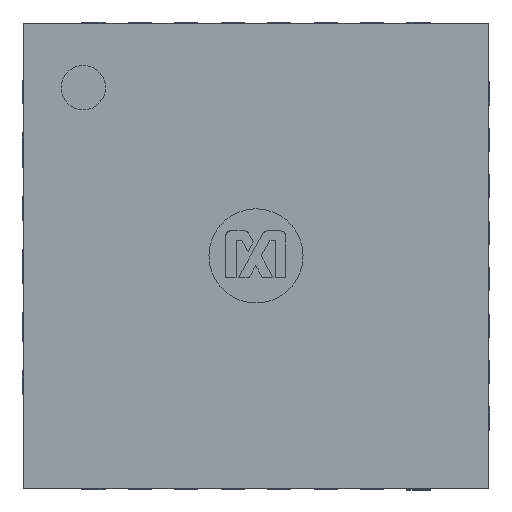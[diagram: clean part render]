
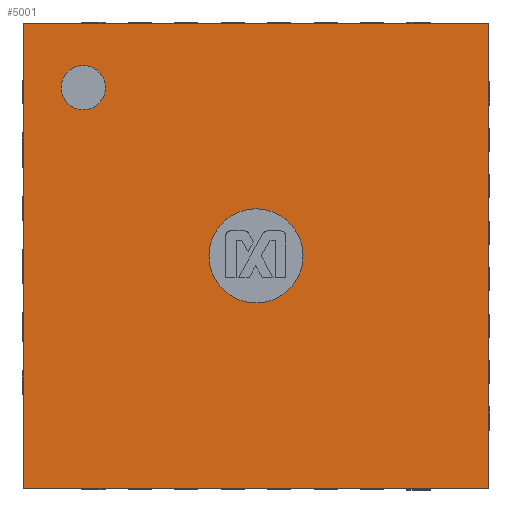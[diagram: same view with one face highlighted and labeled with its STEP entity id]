
A CAD part, top view. The second image highlights one B-rep face of the part: STEP entity #5001.
In plain terms, the highlighted face is planar.
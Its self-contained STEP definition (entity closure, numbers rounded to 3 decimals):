
#365 = CARTESIAN_POINT ( 'NONE',  ( -2., 0.6, -2. ) ) ;
#431 = DIRECTION ( 'NONE',  ( -1., 0., 0. ) ) ;
#579 = CARTESIAN_POINT ( 'NONE',  ( 2., 0.6, 0. ) ) ;
#622 = LINE ( 'NONE', #11946, #2341 ) ;
#857 = CIRCLE ( 'NONE', #4008, 0.191 ) ;
#903 = ORIENTED_EDGE ( 'NONE', *, *, #9376, .T. ) ;
#905 = DIRECTION ( 'NONE',  ( 0., 0., 1. ) ) ;
#954 = ORIENTED_EDGE ( 'NONE', *, *, #12406, .T. ) ;
#1443 = CARTESIAN_POINT ( 'NONE',  ( 0., 0.6, -2. ) ) ;
#1815 = DIRECTION ( 'NONE',  ( 0., 1., 0. ) ) ;
#1860 = CARTESIAN_POINT ( 'NONE',  ( -1.488, 0.6, -1.448 ) ) ;
#2341 = VECTOR ( 'NONE', #905, 1000. ) ;
#2469 = LINE ( 'NONE', #579, #7823 ) ;
#2768 = VERTEX_POINT ( 'NONE', #8574 ) ;
#3163 = VERTEX_POINT ( 'NONE', #11279 ) ;
#3370 = CIRCLE ( 'NONE', #9898, 0.191 ) ;
#3434 = CARTESIAN_POINT ( 'NONE',  ( -1.488, 0.6, -1.448 ) ) ;
#3713 = FACE_BOUND ( 'NONE', #6718, .T. ) ;
#4008 = AXIS2_PLACEMENT_3D ( 'NONE', #3434, #10514, #9754 ) ;
#4144 = LINE ( 'NONE', #1443, #6533 ) ;
#4856 = VERTEX_POINT ( 'NONE', #365 ) ;
#4967 = CARTESIAN_POINT ( 'NONE',  ( -1.488, 0.6, -1.257 ) ) ;
#5001 = ADVANCED_FACE ( 'NONE', ( #7684, #3713 ), #10861, .T. ) ;
#5794 = DIRECTION ( 'NONE',  ( 1., 0., 0. ) ) ;
#6070 = VERTEX_POINT ( 'NONE', #6147 ) ;
#6147 = CARTESIAN_POINT ( 'NONE',  ( -1.488, 0.6, -1.639 ) ) ;
#6533 = VECTOR ( 'NONE', #431, 1000. ) ;
#6588 = ORIENTED_EDGE ( 'NONE', *, *, #8389, .T. ) ;
#6718 = EDGE_LOOP ( 'NONE', ( #903, #9797 ) ) ;
#6726 = CARTESIAN_POINT ( 'NONE',  ( 0., 0.6, 2. ) ) ;
#6901 = EDGE_CURVE ( 'NONE', #4856, #12416, #622, .T. ) ;
#6980 = AXIS2_PLACEMENT_3D ( 'NONE', #7781, #1815, #12860 ) ;
#7144 = EDGE_CURVE ( 'NONE', #6070, #8421, #857, .T. ) ;
#7592 = DIRECTION ( 'NONE',  ( 0., 0., -1. ) ) ;
#7684 = FACE_OUTER_BOUND ( 'NONE', #10083, .T. ) ;
#7781 = CARTESIAN_POINT ( 'NONE',  ( 0., 0.6, 0. ) ) ;
#7823 = VECTOR ( 'NONE', #7592, 1000. ) ;
#8389 = EDGE_CURVE ( 'NONE', #12416, #3163, #12261, .T. ) ;
#8421 = VERTEX_POINT ( 'NONE', #4967 ) ;
#8574 = CARTESIAN_POINT ( 'NONE',  ( 2., 0.6, -2. ) ) ;
#8755 = ORIENTED_EDGE ( 'NONE', *, *, #12939, .T. ) ;
#8847 = DIRECTION ( 'NONE',  ( 0., -1., 0. ) ) ;
#8923 = DIRECTION ( 'NONE',  ( 0., 0., 1. ) ) ;
#9376 = EDGE_CURVE ( 'NONE', #8421, #6070, #3370, .T. ) ;
#9754 = DIRECTION ( 'NONE',  ( 0., 0., 1. ) ) ;
#9797 = ORIENTED_EDGE ( 'NONE', *, *, #7144, .T. ) ;
#9898 = AXIS2_PLACEMENT_3D ( 'NONE', #1860, #8847, #8923 ) ;
#10083 = EDGE_LOOP ( 'NONE', ( #8755, #954, #10892, #6588 ) ) ;
#10384 = CARTESIAN_POINT ( 'NONE',  ( -2., 0.6, 2. ) ) ;
#10514 = DIRECTION ( 'NONE',  ( 0., -1., 0. ) ) ;
#10861 = PLANE ( 'NONE',  #6980 ) ;
#10892 = ORIENTED_EDGE ( 'NONE', *, *, #6901, .T. ) ;
#11279 = CARTESIAN_POINT ( 'NONE',  ( 2., 0.6, 2. ) ) ;
#11476 = VECTOR ( 'NONE', #5794, 1000. ) ;
#11946 = CARTESIAN_POINT ( 'NONE',  ( -2., 0.6, 0. ) ) ;
#12261 = LINE ( 'NONE', #6726, #11476 ) ;
#12406 = EDGE_CURVE ( 'NONE', #2768, #4856, #4144, .T. ) ;
#12416 = VERTEX_POINT ( 'NONE', #10384 ) ;
#12860 = DIRECTION ( 'NONE',  ( 0., 0., 1. ) ) ;
#12939 = EDGE_CURVE ( 'NONE', #3163, #2768, #2469, .T. ) ;
